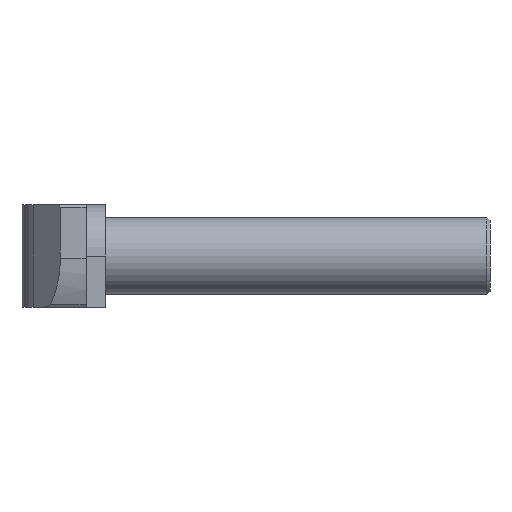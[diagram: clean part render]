
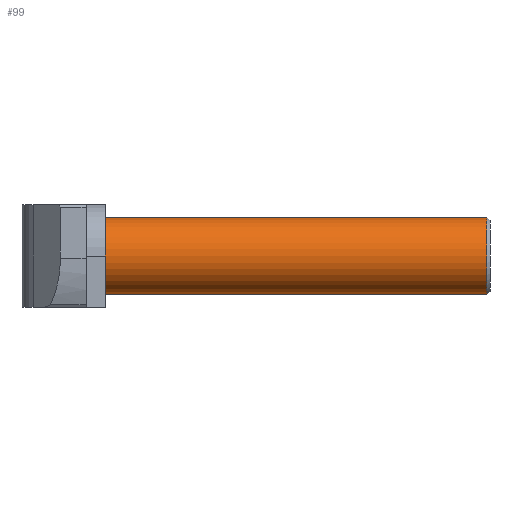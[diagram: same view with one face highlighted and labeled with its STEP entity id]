
A CAD part, left-side view. The second image highlights one B-rep face of the part: STEP entity #99.
In plain terms, the highlighted cylindrical face has radius 3 mm (diameter 6 mm), a partial arc.
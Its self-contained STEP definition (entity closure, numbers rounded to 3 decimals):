
#5 = CARTESIAN_POINT ( 'NONE',  ( -9., -33., -4. ) ) ;
#6 = DIRECTION ( 'NONE',  ( 0., 1., 0. ) ) ;
#7 = DIRECTION ( 'NONE',  ( 0., 0., 1. ) ) ;
#8 = CARTESIAN_POINT ( 'NONE',  ( -9., -3.25, -4. ) ) ;
#9 = DIRECTION ( 'NONE',  ( 0., 1., 0. ) ) ;
#13 = VERTEX_POINT ( 'NONE', #675 ) ;
#14 = VERTEX_POINT ( 'NONE', #676 ) ;
#51 = CARTESIAN_POINT ( 'NONE',  ( -9., -3.25, -7. ) ) ;
#57 = CARTESIAN_POINT ( 'NONE',  ( -9., -3.25, -1. ) ) ;
#99 = ADVANCED_FACE ( 'NONE', ( #826 ), #607, .T. ) ;
#219 = ORIENTED_EDGE ( 'NONE', *, *, #432, .F. ) ;
#220 = ORIENTED_EDGE ( 'NONE', *, *, #451, .T. ) ;
#289 = CARTESIAN_POINT ( 'NONE',  ( -9., -33., -7. ) ) ;
#290 = DIRECTION ( 'NONE',  ( 0., 1., 0. ) ) ;
#329 = ORIENTED_EDGE ( 'NONE', *, *, #431, .T. ) ;
#371 = ORIENTED_EDGE ( 'NONE', *, *, #454, .F. ) ;
#415 = AXIS2_PLACEMENT_3D ( 'NONE', #8, #9, #491 ) ;
#416 = AXIS2_PLACEMENT_3D ( 'NONE', #5, #6, #7 ) ;
#424 = AXIS2_PLACEMENT_3D ( 'NONE', #552, #553, #837 ) ;
#431 = EDGE_CURVE ( 'NONE', #14, #13, #829, .T. ) ;
#432 = EDGE_CURVE ( 'NONE', #499, #709, #831, .T. ) ;
#451 = EDGE_CURVE ( 'NONE', #13, #709, #657, .T. ) ;
#454 = EDGE_CURVE ( 'NONE', #14, #499, #662, .T. ) ;
#479 = EDGE_LOOP ( 'NONE', ( #371, #329, #220, #219 ) ) ;
#491 = DIRECTION ( 'NONE',  ( 0., 0., 1. ) ) ;
#499 = VERTEX_POINT ( 'NONE', #51 ) ;
#533 = CARTESIAN_POINT ( 'NONE',  ( -9., -33., -1. ) ) ;
#534 = DIRECTION ( 'NONE',  ( 0., 1., 0. ) ) ;
#552 = CARTESIAN_POINT ( 'NONE',  ( -9., -33., -4. ) ) ;
#553 = DIRECTION ( 'NONE',  ( 0., 1., 0. ) ) ;
#607 = CYLINDRICAL_SURFACE ( 'NONE', #424, 3. ) ;
#657 = LINE ( 'NONE', #533, #659 ) ;
#659 = VECTOR ( 'NONE', #534, 1000. ) ;
#662 = LINE ( 'NONE', #289, #664 ) ;
#664 = VECTOR ( 'NONE', #290, 1000. ) ;
#675 = CARTESIAN_POINT ( 'NONE',  ( -9., -33., -1. ) ) ;
#676 = CARTESIAN_POINT ( 'NONE',  ( -9., -33., -7. ) ) ;
#709 = VERTEX_POINT ( 'NONE', #57 ) ;
#826 = FACE_OUTER_BOUND ( 'NONE', #479, .T. ) ;
#829 = CIRCLE ( 'NONE', #416, 3. ) ;
#831 = CIRCLE ( 'NONE', #415, 3. ) ;
#837 = DIRECTION ( 'NONE',  ( 0., 0., 1. ) ) ;
